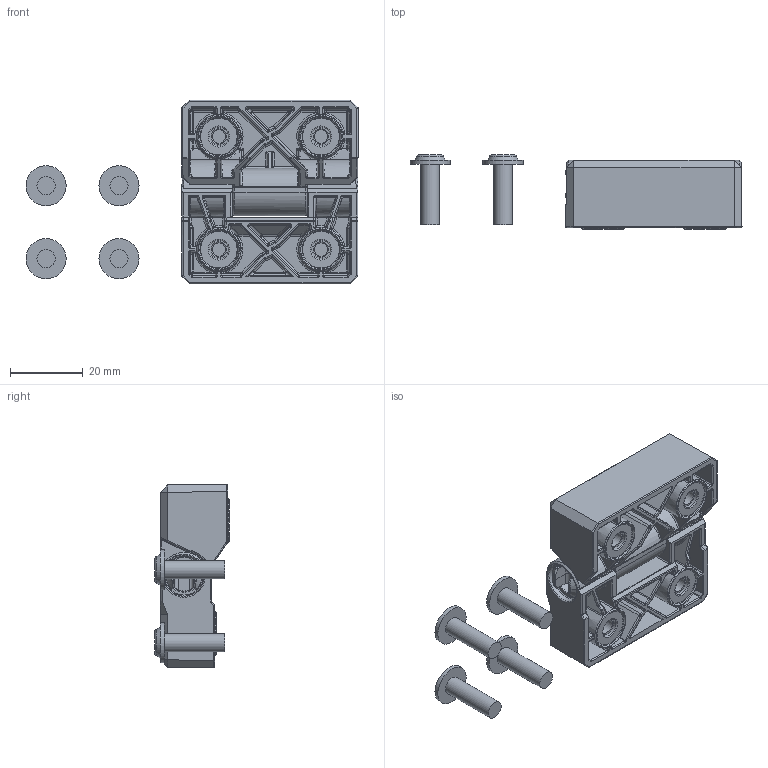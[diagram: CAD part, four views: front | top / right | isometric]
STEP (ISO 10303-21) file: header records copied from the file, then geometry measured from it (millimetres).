
FILE_DESCRIPTION(/* description */ (''),/* implementation_level */ '2;1');
FILE_NAME(/* name */ '0319000021 - Außenscharnier MBI-L BK.stp',/* time_stamp */ '2024-06-03T09:57:47+02:00',/* author */ ('alexander.rose'),/* organization */ (''),/* preprocessor_version */ 'ST-DEVELOPER v18.1',/* originating_system */ 'Autodesk Inventor 2022',/* authorisation */ '');
FILE_SCHEMA (('AUTOMOTIVE_DESIGN { 1 0 10303 214 3 1 1 }'));
Products named in the file (5): 0319000021 - Außenscharnier MBI-L BK; 0319000017 Scharnier MBI-L BK T-Teil; 0319000018 - Scharnier MBI-L BK U-Teil; 0319000019 - Scharnier MBI-L BK Splint; E5451VZ5016
Assembly tree (7 placements, depth 2):
  0319000021 - Außenscharnier MBI-L BK
    0319000017 Scharnier MBI-L BK T-Teil
    0319000018 - Scharnier MBI-L BK U-Teil
    0319000019 - Scharnier MBI-L BK Splint
    E5451VZ5016  x4
Bounding box: 91.05 x 20.4 x 50.24 mm (x, y, z)
Volume: 25322.7 mm3; surface area: 22323.9 mm2
Topology: 7 solids, 7 shells, 1892 faces, 4330 edges, 2394 vertices
Faces by surface type: cylinder 673, bspline 573, plane 420, sphere 149, torus 48, cone 29
Full cylindrical faces by diameter (mm): 4.25 x4, 5 x4, 5.2 x4, 8.2 x1, 10.8 x1, 11 x4
Entity records: 64260 total; most frequent: CARTESIAN_POINT 25503, ORIENTED_EDGE 8156, DIRECTION 7875, EDGE_CURVE 4078, AXIS2_PLACEMENT_3D 3205, VERTEX_POINT 2301, EDGE_LOOP 1879, FACE_OUTER_BOUND 1829
